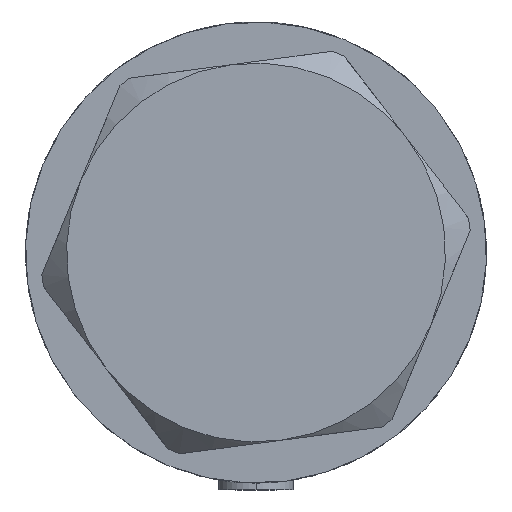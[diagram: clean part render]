
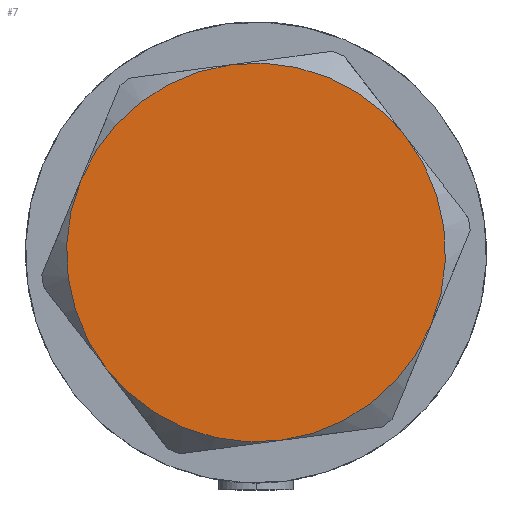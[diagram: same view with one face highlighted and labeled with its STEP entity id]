
A CAD part, left-side view. The second image highlights one B-rep face of the part: STEP entity #7.
In plain terms, the highlighted face is planar.
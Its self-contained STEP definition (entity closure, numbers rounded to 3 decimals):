
#7 = ADVANCED_FACE ( 'NONE', ( #3135 ), #3842, .T. ) ;
#120 = DIRECTION ( 'NONE',  ( 1., 0., 0. ) ) ;
#171 = ORIENTED_EDGE ( 'NONE', *, *, #555, .T. ) ;
#223 = DIRECTION ( 'NONE',  ( 0., 0., 1. ) ) ;
#291 = EDGE_CURVE ( 'NONE', #3630, #4125, #2274, .T. ) ;
#462 = AXIS2_PLACEMENT_3D ( 'NONE', #2320, #223, #1676 ) ;
#555 = EDGE_CURVE ( 'NONE', #1529, #4305, #1404, .T. ) ;
#613 = AXIS2_PLACEMENT_3D ( 'NONE', #4087, #776, #956 ) ;
#667 = CARTESIAN_POINT ( 'NONE',  ( 0., 0., 14.5 ) ) ;
#670 = ORIENTED_EDGE ( 'NONE', *, *, #4254, .T. ) ;
#776 = DIRECTION ( 'NONE',  ( 0., 0., 1. ) ) ;
#829 = CARTESIAN_POINT ( 'NONE',  ( 30., 0., 14.5 ) ) ;
#956 = DIRECTION ( 'NONE',  ( 1., 0., 0. ) ) ;
#1078 = CARTESIAN_POINT ( 'NONE',  ( 15., 25.981, 14.5 ) ) ;
#1121 = CARTESIAN_POINT ( 'NONE',  ( -15., -25.981, 14.5 ) ) ;
#1155 = ORIENTED_EDGE ( 'NONE', *, *, #291, .T. ) ;
#1263 = VERTEX_POINT ( 'NONE', #1078 ) ;
#1285 = CIRCLE ( 'NONE', #4230, 30. ) ;
#1295 = CIRCLE ( 'NONE', #462, 30. ) ;
#1339 = DIRECTION ( 'NONE',  ( 0., 0., 1. ) ) ;
#1404 = CIRCLE ( 'NONE', #3966, 30. ) ;
#1411 = EDGE_CURVE ( 'NONE', #1263, #3630, #1285, .T. ) ;
#1529 = VERTEX_POINT ( 'NONE', #3229 ) ;
#1623 = CARTESIAN_POINT ( 'NONE',  ( -15., 25.981, 14.5 ) ) ;
#1676 = DIRECTION ( 'NONE',  ( 1., 0., 0. ) ) ;
#1809 = CARTESIAN_POINT ( 'NONE',  ( -30., 0., 14.5 ) ) ;
#2055 = EDGE_LOOP ( 'NONE', ( #171, #670, #2549, #1155, #3387, #2541 ) ) ;
#2210 = EDGE_CURVE ( 'NONE', #4125, #4376, #3485, .T. ) ;
#2252 = EDGE_CURVE ( 'NONE', #4376, #1529, #3556, .T. ) ;
#2274 = CIRCLE ( 'NONE', #4503, 30. ) ;
#2320 = CARTESIAN_POINT ( 'NONE',  ( 0., 0., 14.5 ) ) ;
#2541 = ORIENTED_EDGE ( 'NONE', *, *, #2252, .T. ) ;
#2549 = ORIENTED_EDGE ( 'NONE', *, *, #1411, .T. ) ;
#2623 = DIRECTION ( 'NONE',  ( 0., 0., 1. ) ) ;
#2858 = DIRECTION ( 'NONE',  ( 1., 0., 0. ) ) ;
#2877 = CARTESIAN_POINT ( 'NONE',  ( 0., 0., 14.5 ) ) ;
#2918 = DIRECTION ( 'NONE',  ( 0., 0., 1. ) ) ;
#2965 = CARTESIAN_POINT ( 'NONE',  ( 0., 0., 14.5 ) ) ;
#2999 = CARTESIAN_POINT ( 'NONE',  ( 0., 0., 14.5 ) ) ;
#3093 = CARTESIAN_POINT ( 'NONE',  ( 0., 0., 14.5 ) ) ;
#3135 = FACE_OUTER_BOUND ( 'NONE', #2055, .T. ) ;
#3229 = CARTESIAN_POINT ( 'NONE',  ( 15., -25.981, 14.5 ) ) ;
#3387 = ORIENTED_EDGE ( 'NONE', *, *, #2210, .T. ) ;
#3480 = AXIS2_PLACEMENT_3D ( 'NONE', #667, #1339, #2858 ) ;
#3485 = CIRCLE ( 'NONE', #613, 30. ) ;
#3556 = CIRCLE ( 'NONE', #3480, 30. ) ;
#3630 = VERTEX_POINT ( 'NONE', #1623 ) ;
#3659 = DIRECTION ( 'NONE',  ( 1., 0., 0. ) ) ;
#3702 = DIRECTION ( 'NONE',  ( 1., 0., 0. ) ) ;
#3842 = PLANE ( 'NONE',  #4650 ) ;
#3966 = AXIS2_PLACEMENT_3D ( 'NONE', #2999, #2918, #3702 ) ;
#4087 = CARTESIAN_POINT ( 'NONE',  ( 0., 0., 14.5 ) ) ;
#4125 = VERTEX_POINT ( 'NONE', #1809 ) ;
#4230 = AXIS2_PLACEMENT_3D ( 'NONE', #2965, #2623, #4428 ) ;
#4254 = EDGE_CURVE ( 'NONE', #4305, #1263, #1295, .T. ) ;
#4305 = VERTEX_POINT ( 'NONE', #829 ) ;
#4360 = DIRECTION ( 'NONE',  ( 0., 0., 1. ) ) ;
#4376 = VERTEX_POINT ( 'NONE', #1121 ) ;
#4428 = DIRECTION ( 'NONE',  ( 1., 0., 0. ) ) ;
#4503 = AXIS2_PLACEMENT_3D ( 'NONE', #2877, #4360, #3659 ) ;
#4510 = DIRECTION ( 'NONE',  ( 0., 0., 1. ) ) ;
#4650 = AXIS2_PLACEMENT_3D ( 'NONE', #3093, #4510, #120 ) ;
